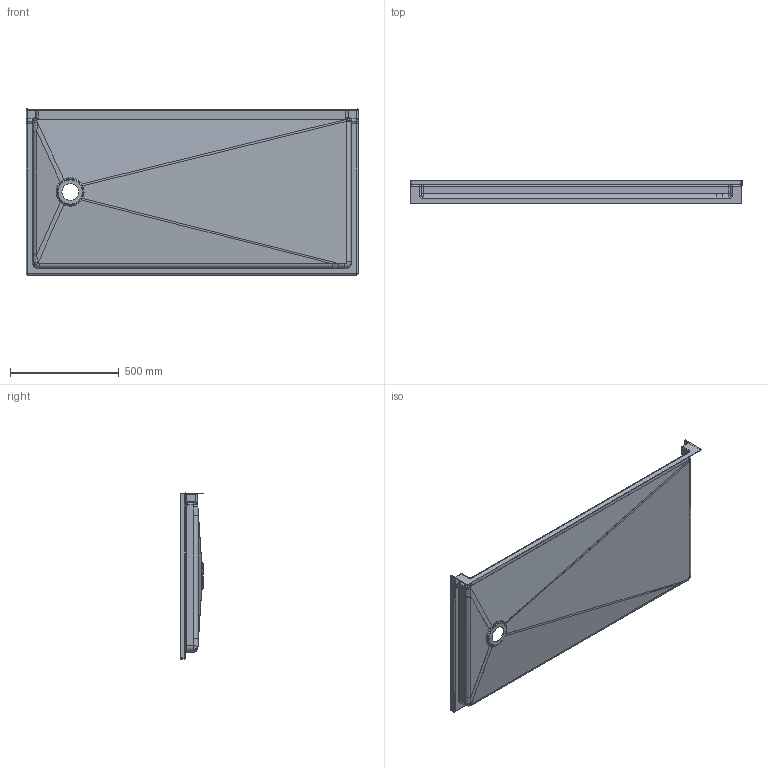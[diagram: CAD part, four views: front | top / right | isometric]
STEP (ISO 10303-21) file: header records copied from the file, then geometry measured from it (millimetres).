
FILE_DESCRIPTION (( 'STEP AP203' ), '1' );
FILE_NAME ('FBF-3060LM.STEP', '2023-05-15T22:16:12', ( '' ), ( '' ), 'SwSTEP 2.0', 'SolidWorks 2020', '' );
FILE_SCHEMA (( 'CONFIG_CONTROL_DESIGN' ));
Length unit declared in the file: inch
Products named in the file (1): FBF-3060LM
Bounding box: 1524 x 106.36 x 762 mm (x, y, z)
Volume: 4426240.2 mm3; surface area: 2804266.2 mm2
Topology: 1 solids, 1 shells, 288 faces, 674 edges, 368 vertices
Faces by surface type: cylinder 100, bspline 76, plane 50, torus 30, sphere 24, cone 8
Entity records: 12739 total; most frequent: CARTESIAN_POINT 6700, ORIENTED_EDGE 1308, DIRECTION 1212, EDGE_CURVE 654, AXIS2_PLACEMENT_3D 495, VERTEX_POINT 368, EDGE_LOOP 290, ADVANCED_FACE 288
